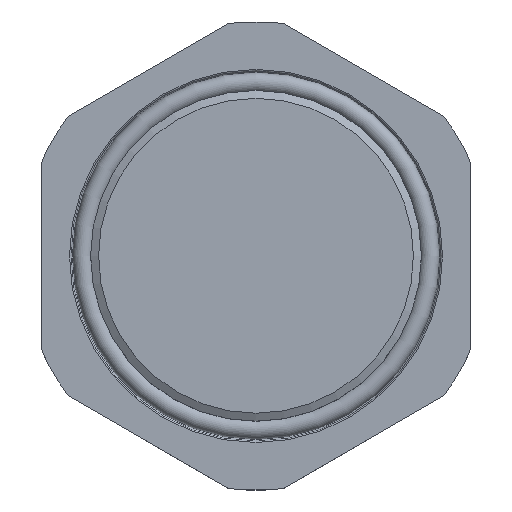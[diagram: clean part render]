
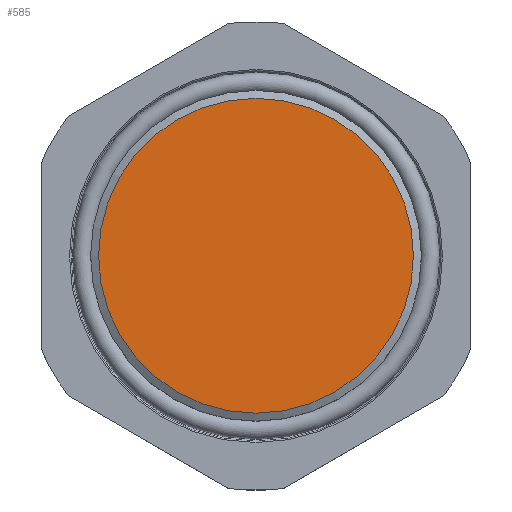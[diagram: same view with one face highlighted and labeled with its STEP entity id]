
A CAD part, top view. The second image highlights one B-rep face of the part: STEP entity #585.
In plain terms, the highlighted planar face has unit normal (0, 0, 1).
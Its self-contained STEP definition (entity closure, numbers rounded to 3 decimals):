
#55=PLANE('',#686);
#66=FACE_OUTER_BOUND('',#101,.T.);
#101=EDGE_LOOP('',(#376));
#189=CIRCLE('',#685,23.8);
#236=VERTEX_POINT('',#973);
#290=EDGE_CURVE('',#236,#236,#189,.T.);
#376=ORIENTED_EDGE('',*,*,#290,.F.);
#585=ADVANCED_FACE('',(#66),#55,.T.);
#685=AXIS2_PLACEMENT_3D('',#975,#778,#779);
#686=AXIS2_PLACEMENT_3D('',#976,#780,#781);
#778=DIRECTION('center_axis',(0.,0.,-1.));
#779=DIRECTION('ref_axis',(0.,-1.,0.));
#780=DIRECTION('center_axis',(0.,0.,1.));
#781=DIRECTION('ref_axis',(1.,0.,0.));
#973=CARTESIAN_POINT('',(0.,23.8,20.));
#975=CARTESIAN_POINT('Origin',(0.,0.,20.));
#976=CARTESIAN_POINT('Origin',(0.,25.,20.));
